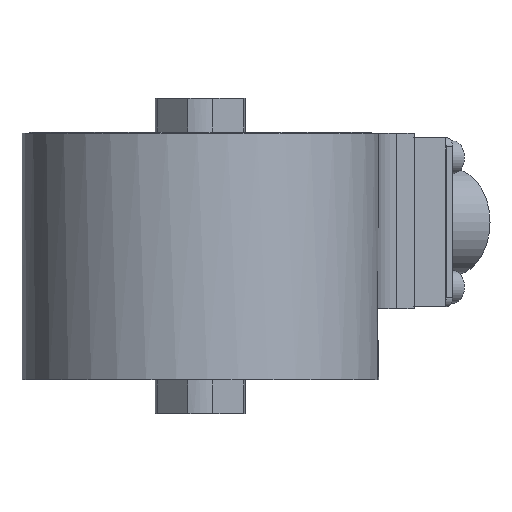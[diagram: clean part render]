
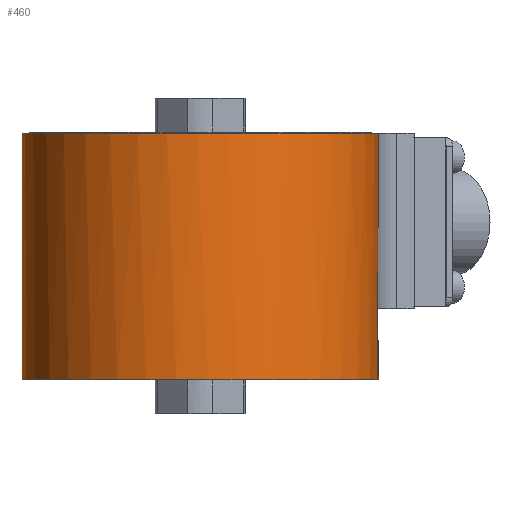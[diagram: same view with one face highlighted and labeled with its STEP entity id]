
A CAD part, left-side view. The second image highlights one B-rep face of the part: STEP entity #460.
In plain terms, the highlighted cylindrical face has radius 25.146 mm (diameter 50.292 mm), a full revolution.
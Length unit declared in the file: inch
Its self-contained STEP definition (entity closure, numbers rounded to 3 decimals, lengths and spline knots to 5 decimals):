
#408=CARTESIAN_POINT('',(11.08715,4.99826,0.0));
#409=DIRECTION('',(0.0,0.0,-1.0));
#410=DIRECTION('',(1.0,0.0,0.0));
#411=AXIS2_PLACEMENT_3D('',#408,#409,#410);
#412=CYLINDRICAL_SURFACE('',#411,0.99);
#413=CARTESIAN_POINT('',(10.4761,4.21933,0.625));
#414=VERTEX_POINT('',#413);
#415=CARTESIAN_POINT('',(11.69819,4.21933,0.625));
#416=VERTEX_POINT('',#415);
#417=CARTESIAN_POINT('',(11.08715,4.99826,0.625));
#418=DIRECTION('',(0.0,0.0,-1.0));
#419=DIRECTION('',(1.0,0.0,0.0));
#420=AXIS2_PLACEMENT_3D('',#417,#418,#419);
#421=CIRCLE('',#420,0.99);
#422=EDGE_CURVE('',#414,#416,#421,.T.);
#423=ORIENTED_EDGE('',*,*,#422,.T.);
#424=CARTESIAN_POINT('',(11.69819,4.21933,-0.3495));
#425=VERTEX_POINT('',#424);
#426=CARTESIAN_POINT('',(11.69819,4.21933,-0.3495));
#427=DIRECTION('',(0.0,0.0,1.0));
#428=VECTOR('',#427,0.9745);
#429=LINE('',#426,#428);
#430=EDGE_CURVE('',#425,#416,#429,.T.);
#431=ORIENTED_EDGE('',*,*,#430,.F.);
#432=CARTESIAN_POINT('',(10.4761,4.21933,-0.3495));
#433=VERTEX_POINT('',#432);
#434=CARTESIAN_POINT('',(11.08715,4.99826,-0.3495));
#435=DIRECTION('',(0.0,0.0,-1.0));
#436=DIRECTION('',(1.0,0.0,0.0));
#437=AXIS2_PLACEMENT_3D('',#434,#435,#436);
#438=CIRCLE('',#437,0.99);
#439=EDGE_CURVE('',#425,#433,#438,.T.);
#440=ORIENTED_EDGE('',*,*,#439,.T.);
#441=CARTESIAN_POINT('',(10.4761,4.21933,0.625));
#442=DIRECTION('',(0.0,0.0,-1.0));
#443=VECTOR('',#442,0.9745);
#444=LINE('',#441,#443);
#445=EDGE_CURVE('',#414,#433,#444,.T.);
#446=ORIENTED_EDGE('',*,*,#445,.F.);
#447=EDGE_LOOP('',(#423,#431,#440,#446));
#448=FACE_OUTER_BOUND('',#447,.T.);
#449=CARTESIAN_POINT('',(12.05268,4.77951,-0.745));
#450=VERTEX_POINT('',#449);
#451=CARTESIAN_POINT('',(11.08715,4.99826,-0.745));
#452=DIRECTION('',(0.0,0.0,-1.0));
#453=DIRECTION('',(1.0,0.0,0.0));
#454=AXIS2_PLACEMENT_3D('',#451,#452,#453);
#455=CIRCLE('',#454,0.99);
#456=EDGE_CURVE('',#450,#450,#455,.T.);
#457=ORIENTED_EDGE('',*,*,#456,.F.);
#458=EDGE_LOOP('',(#457));
#459=FACE_BOUND('',#458,.T.);
#460=ADVANCED_FACE('',(#448,#459),#412,.T.);
